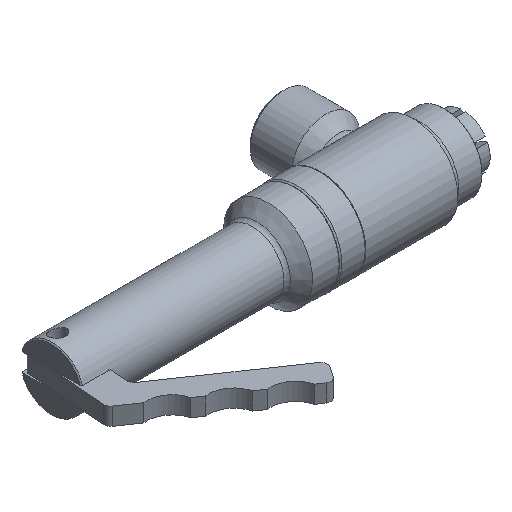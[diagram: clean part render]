
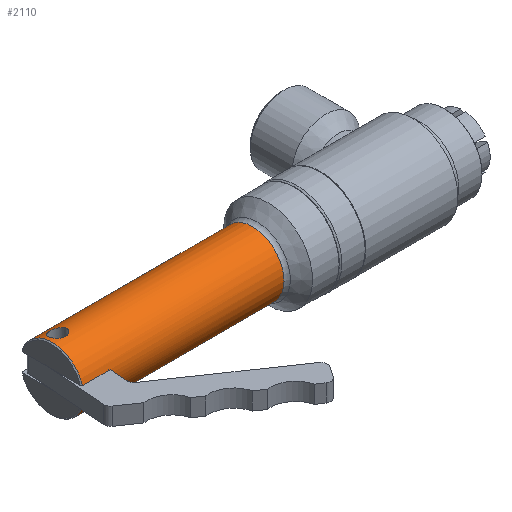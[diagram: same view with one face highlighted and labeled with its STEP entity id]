
A CAD part, isometric view. The second image highlights one B-rep face of the part: STEP entity #2110.
In plain terms, the highlighted cylindrical face has radius 15.748 mm (diameter 31.496 mm), a full revolution.
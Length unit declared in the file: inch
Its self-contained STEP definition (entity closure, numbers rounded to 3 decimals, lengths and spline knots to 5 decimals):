
#48=FACE_BOUND('',#376,.T.);
#60=B_SPLINE_CURVE_WITH_KNOTS('',3,(#3313,#3314,#3315,#3316,#3317,#3318,
#3319,#3320,#3321,#3322,#3323,#3324,#3325,#3326,#3327,#3328,#3329,#3330,
#3331,#3332,#3333,#3334,#3335,#3336,#3337,#3338,#3339,#3340,#3341,#3342,
#3343,#3344,#3345,#3346),.UNSPECIFIED.,.T.,.F.,(4,2,2,2,2,2,2,2,2,2,2,2,
2,2,2,2,4),(0.,0.15286,0.30572,0.46093,0.61615,
0.76703,0.91792,1.06769,1.21745,1.36742,
1.51738,1.66807,1.81875,1.97595,2.13315,
2.28402,2.43488),.UNSPECIFIED.);
#64=CYLINDRICAL_SURFACE('',#2296,0.62);
#106=CIRCLE('',#2293,0.62);
#107=CIRCLE('',#2294,0.62);
#108=CIRCLE('',#2295,0.62);
#109=CIRCLE('',#2297,0.62);
#110=CIRCLE('',#2298,0.62);
#111=CIRCLE('',#2299,0.62);
#112=CIRCLE('',#2300,0.62);
#113=CIRCLE('',#2301,0.62);
#255=FACE_OUTER_BOUND('',#375,.T.);
#375=EDGE_LOOP('',(#1403,#1404,#1405,#1406,#1407,#1408,#1409,#1410,#1411,
#1412,#1413,#1414,#1415,#1416));
#376=EDGE_LOOP('',(#1417));
#520=LINE('',#3266,#680);
#522=LINE('',#3270,#682);
#524=LINE('',#3283,#684);
#526=LINE('',#3295,#686);
#528=LINE('',#3308,#688);
#680=VECTOR('',#2565,0.3937);
#682=VECTOR('',#2567,0.3937);
#684=VECTOR('',#2571,0.3937);
#686=VECTOR('',#2573,0.3937);
#688=VECTOR('',#2589,0.62);
#840=VERTEX_POINT('',#3264);
#841=VERTEX_POINT('',#3265);
#842=VERTEX_POINT('',#3267);
#843=VERTEX_POINT('',#3269);
#846=VERTEX_POINT('',#3281);
#847=VERTEX_POINT('',#3282);
#850=VERTEX_POINT('',#3290);
#851=VERTEX_POINT('',#3294);
#852=VERTEX_POINT('',#3298);
#853=VERTEX_POINT('',#3303);
#854=VERTEX_POINT('',#3304);
#855=VERTEX_POINT('',#3306);
#856=VERTEX_POINT('',#3312);
#1060=EDGE_CURVE('',#840,#841,#520,.T.);
#1062=EDGE_CURVE('',#843,#842,#522,.T.);
#1066=EDGE_CURVE('',#846,#847,#524,.T.);
#1070=EDGE_CURVE('',#851,#850,#526,.T.);
#1072=EDGE_CURVE('',#847,#852,#106,.T.);
#1073=EDGE_CURVE('',#842,#851,#107,.T.);
#1074=EDGE_CURVE('',#852,#840,#108,.T.);
#1075=EDGE_CURVE('',#853,#854,#109,.T.);
#1076=EDGE_CURVE('',#855,#853,#110,.T.);
#1077=EDGE_CURVE('',#855,#852,#528,.T.);
#1078=EDGE_CURVE('',#841,#843,#111,.T.);
#1079=EDGE_CURVE('',#850,#846,#112,.T.);
#1080=EDGE_CURVE('',#854,#855,#113,.T.);
#1081=EDGE_CURVE('',#856,#856,#60,.T.);
#1403=ORIENTED_EDGE('',*,*,#1075,.F.);
#1404=ORIENTED_EDGE('',*,*,#1076,.F.);
#1405=ORIENTED_EDGE('',*,*,#1077,.T.);
#1406=ORIENTED_EDGE('',*,*,#1074,.T.);
#1407=ORIENTED_EDGE('',*,*,#1060,.T.);
#1408=ORIENTED_EDGE('',*,*,#1078,.T.);
#1409=ORIENTED_EDGE('',*,*,#1062,.T.);
#1410=ORIENTED_EDGE('',*,*,#1073,.T.);
#1411=ORIENTED_EDGE('',*,*,#1070,.T.);
#1412=ORIENTED_EDGE('',*,*,#1079,.T.);
#1413=ORIENTED_EDGE('',*,*,#1066,.T.);
#1414=ORIENTED_EDGE('',*,*,#1072,.T.);
#1415=ORIENTED_EDGE('',*,*,#1077,.F.);
#1416=ORIENTED_EDGE('',*,*,#1080,.F.);
#1417=ORIENTED_EDGE('',*,*,#1081,.T.);
#2110=ADVANCED_FACE('',(#255,#48),#64,.T.);
#2293=AXIS2_PLACEMENT_3D('',#3299,#2577,#2578);
#2294=AXIS2_PLACEMENT_3D('',#3300,#2579,#2580);
#2295=AXIS2_PLACEMENT_3D('',#3301,#2581,#2582);
#2296=AXIS2_PLACEMENT_3D('',#3302,#2583,#2584);
#2297=AXIS2_PLACEMENT_3D('',#3305,#2585,#2586);
#2298=AXIS2_PLACEMENT_3D('',#3307,#2587,#2588);
#2299=AXIS2_PLACEMENT_3D('',#3309,#2590,#2591);
#2300=AXIS2_PLACEMENT_3D('',#3310,#2592,#2593);
#2301=AXIS2_PLACEMENT_3D('',#3311,#2594,#2595);
#2565=DIRECTION('',(-1.,0.,0.));
#2567=DIRECTION('',(1.,0.,0.));
#2571=DIRECTION('',(1.,0.,0.));
#2573=DIRECTION('',(-1.,0.,0.));
#2577=DIRECTION('center_axis',(1.,0.,0.));
#2578=DIRECTION('ref_axis',(0.,1.,0.));
#2579=DIRECTION('center_axis',(1.,0.,0.));
#2580=DIRECTION('ref_axis',(0.,1.,0.));
#2581=DIRECTION('center_axis',(1.,0.,0.));
#2582=DIRECTION('ref_axis',(0.,1.,0.));
#2583=DIRECTION('center_axis',(1.,0.,0.));
#2584=DIRECTION('ref_axis',(0.,1.,0.));
#2585=DIRECTION('center_axis',(1.,0.,0.));
#2586=DIRECTION('ref_axis',(0.,0.,-1.));
#2587=DIRECTION('center_axis',(1.,0.,0.));
#2588=DIRECTION('ref_axis',(0.,0.,-1.));
#2589=DIRECTION('',(-1.,0.,0.));
#2590=DIRECTION('center_axis',(1.,0.,0.));
#2591=DIRECTION('ref_axis',(0.,0.,-1.));
#2592=DIRECTION('center_axis',(1.,0.,0.));
#2593=DIRECTION('ref_axis',(0.,0.,-1.));
#2594=DIRECTION('center_axis',(1.,0.,0.));
#2595=DIRECTION('ref_axis',(0.,0.,-1.));
#3264=CARTESIAN_POINT('',(0.55,-0.59405,-0.1775));
#3265=CARTESIAN_POINT('',(0.02,-0.59405,-0.1775));
#3266=CARTESIAN_POINT('',(1.9905,-0.59405,-0.1775));
#3267=CARTESIAN_POINT('',(0.55,0.59405,-0.1775));
#3269=CARTESIAN_POINT('',(0.02,0.59405,-0.1775));
#3270=CARTESIAN_POINT('',(1.9905,0.59405,-0.1775));
#3281=CARTESIAN_POINT('',(0.02,-0.59405,0.1775));
#3282=CARTESIAN_POINT('',(0.55,-0.59405,0.1775));
#3283=CARTESIAN_POINT('',(1.9905,-0.59405,0.1775));
#3290=CARTESIAN_POINT('',(0.02,0.59405,0.1775));
#3294=CARTESIAN_POINT('',(0.55,0.59405,0.1775));
#3295=CARTESIAN_POINT('',(1.9905,0.59405,0.1775));
#3298=CARTESIAN_POINT('',(0.55,-0.62,0.));
#3299=CARTESIAN_POINT('Origin',(0.55,0.,0.));
#3300=CARTESIAN_POINT('Origin',(0.55,0.,0.));
#3301=CARTESIAN_POINT('Origin',(0.55,0.,0.));
#3302=CARTESIAN_POINT('Origin',(1.9905,0.,0.));
#3303=CARTESIAN_POINT('',(3.961,0.62,0.));
#3304=CARTESIAN_POINT('',(3.961,0.,0.62));
#3305=CARTESIAN_POINT('Origin',(3.961,0.,0.));
#3306=CARTESIAN_POINT('',(3.961,-0.62,0.));
#3307=CARTESIAN_POINT('Origin',(3.961,0.,0.));
#3308=CARTESIAN_POINT('',(1.9905,-0.62,0.));
#3309=CARTESIAN_POINT('Origin',(0.02,0.,0.));
#3310=CARTESIAN_POINT('Origin',(0.02,0.,0.));
#3311=CARTESIAN_POINT('Origin',(3.961,0.,0.));
#3312=CARTESIAN_POINT('',(0.25,0.2815,0.55241));
#3313=CARTESIAN_POINT('Ctrl Pts',(0.25,0.2815,0.55241));
#3314=CARTESIAN_POINT('Ctrl Pts',(0.27006,0.2815,0.55241));
#3315=CARTESIAN_POINT('Ctrl Pts',(0.29121,0.27741,0.55455));
#3316=CARTESIAN_POINT('Ctrl Pts',(0.32969,0.26129,0.56232));
#3317=CARTESIAN_POINT('Ctrl Pts',(0.34704,0.24928,0.56787));
#3318=CARTESIAN_POINT('Ctrl Pts',(0.37449,0.22183,0.57915));
#3319=CARTESIAN_POINT('Ctrl Pts',(0.38646,0.2044,0.58569));
#3320=CARTESIAN_POINT('Ctrl Pts',(0.40247,0.16597,0.59771));
#3321=CARTESIAN_POINT('Ctrl Pts',(0.4065,0.14495,0.60316));
#3322=CARTESIAN_POINT('Ctrl Pts',(0.4065,0.10561,0.61126));
#3323=CARTESIAN_POINT('Ctrl Pts',(0.40266,0.08471,
0.61449));
#3324=CARTESIAN_POINT('Ctrl Pts',(0.38675,0.04607,
0.61859));
#3325=CARTESIAN_POINT('Ctrl Pts',(0.37466,0.02834,
0.61951));
#3326=CARTESIAN_POINT('Ctrl Pts',(0.34677,0.00044,
0.62016));
#3327=CARTESIAN_POINT('Ctrl Pts',(0.32917,-0.0116,
0.61994));
#3328=CARTESIAN_POINT('Ctrl Pts',(0.29061,-0.02757,
0.61944));
#3329=CARTESIAN_POINT('Ctrl Pts',(0.26965,-0.0315,
0.6192));
#3330=CARTESIAN_POINT('Ctrl Pts',(0.23032,-0.0315,
0.6192));
#3331=CARTESIAN_POINT('Ctrl Pts',(0.20933,-0.02756,
0.61944));
#3332=CARTESIAN_POINT('Ctrl Pts',(0.17074,-0.01155,
0.61994));
#3333=CARTESIAN_POINT('Ctrl Pts',(0.15313,0.00052,
0.62016));
#3334=CARTESIAN_POINT('Ctrl Pts',(0.12526,0.02845,0.61951));
#3335=CARTESIAN_POINT('Ctrl Pts',(0.1132,0.04617,0.61858));
#3336=CARTESIAN_POINT('Ctrl Pts',(0.09733,0.08476,
0.61449));
#3337=CARTESIAN_POINT('Ctrl Pts',(0.0935,0.10563,
0.61126));
#3338=CARTESIAN_POINT('Ctrl Pts',(0.0935,0.14521,
0.60311));
#3339=CARTESIAN_POINT('Ctrl Pts',(0.09763,0.16647,
0.59758));
#3340=CARTESIAN_POINT('Ctrl Pts',(0.11401,0.20527,0.58539));
#3341=CARTESIAN_POINT('Ctrl Pts',(0.12625,0.22284,0.57877));
#3342=CARTESIAN_POINT('Ctrl Pts',(0.15398,0.25003,0.56753));
#3343=CARTESIAN_POINT('Ctrl Pts',(0.1712,0.26177,0.56209));
#3344=CARTESIAN_POINT('Ctrl Pts',(0.2093,0.27751,0.55449));
#3345=CARTESIAN_POINT('Ctrl Pts',(0.2302,0.2815,0.55241));
#3346=CARTESIAN_POINT('Ctrl Pts',(0.25,0.2815,0.55241));
